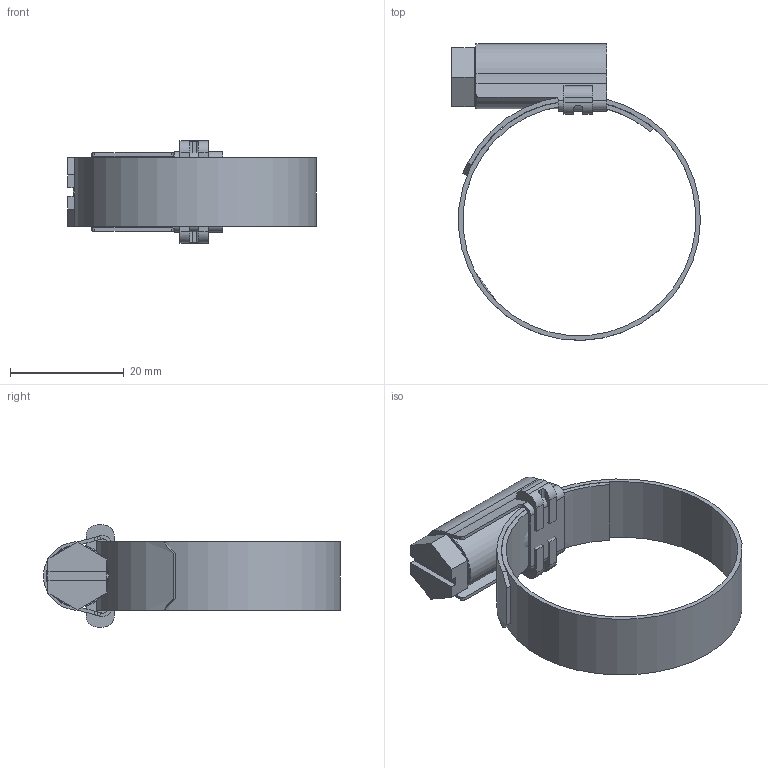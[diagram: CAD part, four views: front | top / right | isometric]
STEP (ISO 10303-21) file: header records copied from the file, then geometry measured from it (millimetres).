
FILE_DESCRIPTION (( 'STEP AP203' ), '1' );
FILE_NAME ('3D-R548_25-40_171786180.STEP', '2024-09-02T14:21:58', ( '' ), ( '' ), 'SwSTEP 2.0', 'SolidWorks 2024', '' );
FILE_SCHEMA (( 'CONFIG_CONTROL_DESIGN' ));
Length unit declared in the file: millimetre
Products named in the file (1): 3D-R548_25-40_171786180
Bounding box: 43.83 x 52.3 x 18 mm (x, y, z)
Volume: 4896.5 mm3; surface area: 7539.9 mm2
Topology: 4 solids, 4 shells, 94 faces, 258 edges, 168 vertices
Faces by surface type: plane 59, cylinder 28, bspline 3, cone 2, torus 2
Entity records: 3905 total; most frequent: CARTESIAN_POINT 1476, ORIENTED_EDGE 516, DIRECTION 458, EDGE_CURVE 258, VERTEX_POINT 168, LINE 166, VECTOR 166, AXIS2_PLACEMENT_3D 146
